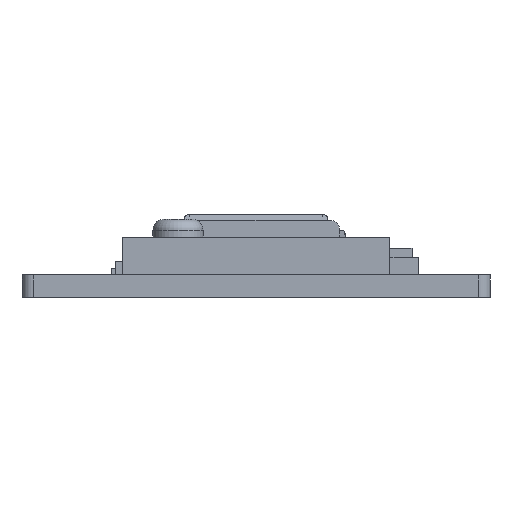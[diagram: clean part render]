
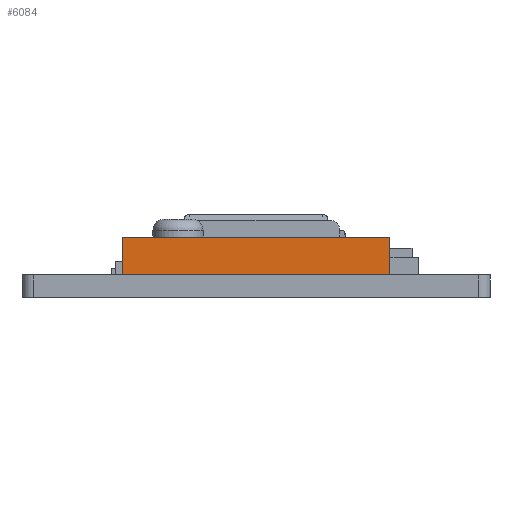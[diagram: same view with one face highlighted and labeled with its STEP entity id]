
A CAD part, front view. The second image highlights one B-rep face of the part: STEP entity #6084.
In plain terms, the highlighted planar face has unit normal (0, -1, 0).
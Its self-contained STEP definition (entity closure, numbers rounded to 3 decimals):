
#1907 = VERTEX_POINT('',#1908);
#1908 = CARTESIAN_POINT('',(-6.,-17.3,1.));
#1925 = VERTEX_POINT('',#1926);
#1926 = CARTESIAN_POINT('',(6.,-17.3,1.));
#1932 = EDGE_CURVE('',#1907,#1925,#1933,.T.);
#1933 = LINE('',#1934,#1935);
#1934 = CARTESIAN_POINT('',(-6.,-17.3,1.));
#1935 = VECTOR('',#1936,1.);
#1936 = DIRECTION('',(1.,0.,0.));
#6057 = EDGE_CURVE('',#1907,#6058,#6060,.T.);
#6058 = VERTEX_POINT('',#6059);
#6059 = CARTESIAN_POINT('',(-6.,-17.3,2.7));
#6060 = LINE('',#6061,#6062);
#6061 = CARTESIAN_POINT('',(-6.,-17.3,1.));
#6062 = VECTOR('',#6063,1.);
#6063 = DIRECTION('',(0.,0.,1.));
#6084 = ADVANCED_FACE('',(#6085),#6103,.F.);
#6085 = FACE_BOUND('',#6086,.F.);
#6086 = EDGE_LOOP('',(#6087,#6088,#6089,#6097));
#6087 = ORIENTED_EDGE('',*,*,#1932,.F.);
#6088 = ORIENTED_EDGE('',*,*,#6057,.T.);
#6089 = ORIENTED_EDGE('',*,*,#6090,.T.);
#6090 = EDGE_CURVE('',#6058,#6091,#6093,.T.);
#6091 = VERTEX_POINT('',#6092);
#6092 = CARTESIAN_POINT('',(6.,-17.3,2.7));
#6093 = LINE('',#6094,#6095);
#6094 = CARTESIAN_POINT('',(-6.,-17.3,2.7));
#6095 = VECTOR('',#6096,1.);
#6096 = DIRECTION('',(1.,0.,0.));
#6097 = ORIENTED_EDGE('',*,*,#6098,.F.);
#6098 = EDGE_CURVE('',#1925,#6091,#6099,.T.);
#6099 = LINE('',#6100,#6101);
#6100 = CARTESIAN_POINT('',(6.,-17.3,1.));
#6101 = VECTOR('',#6102,1.);
#6102 = DIRECTION('',(0.,0.,1.));
#6103 = PLANE('',#6104);
#6104 = AXIS2_PLACEMENT_3D('',#6105,#6106,#6107);
#6105 = CARTESIAN_POINT('',(-6.,-17.3,1.));
#6106 = DIRECTION('',(0.,1.,0.));
#6107 = DIRECTION('',(0.,0.,1.));
